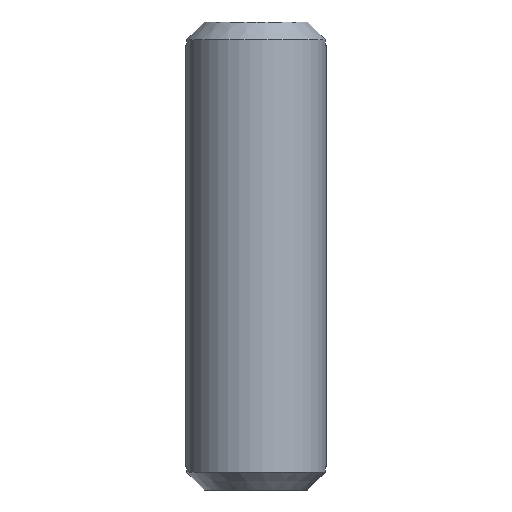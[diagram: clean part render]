
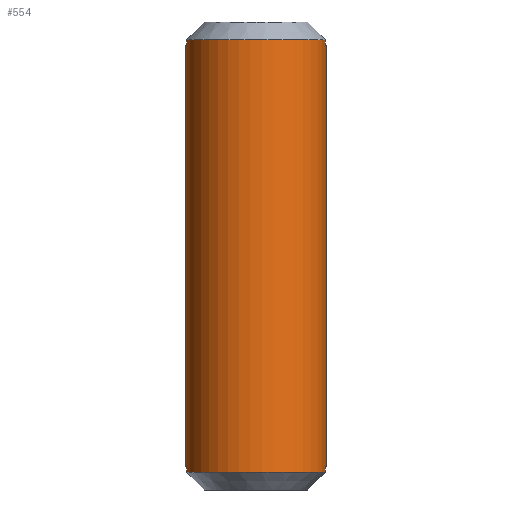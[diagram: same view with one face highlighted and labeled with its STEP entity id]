
A CAD part, front view. The second image highlights one B-rep face of the part: STEP entity #554.
In plain terms, the highlighted cylindrical face has radius 6 mm (diameter 12 mm), a partial arc.
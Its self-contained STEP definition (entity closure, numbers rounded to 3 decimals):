
#3 = DIRECTION ( 'NONE',  ( 1., 0., 0. ) ) ;
#5 = CIRCLE ( 'NONE', #711, 6. ) ;
#8 = DIRECTION ( 'NONE',  ( 0., 0., -1. ) ) ;
#13 = CARTESIAN_POINT ( 'NONE',  ( -5.916, -1., 0. ) ) ;
#17 = CIRCLE ( 'NONE', #119, 6. ) ;
#50 = VECTOR ( 'NONE', #916, 1000. ) ;
#58 = VERTEX_POINT ( 'NONE', #111 ) ;
#71 = DIRECTION ( 'NONE',  ( 0., 0., -1. ) ) ;
#74 = VERTEX_POINT ( 'NONE', #536 ) ;
#91 = VECTOR ( 'NONE', #637, 1000. ) ;
#99 = CARTESIAN_POINT ( 'NONE',  ( 6., 0., -38. ) ) ;
#103 = LINE ( 'NONE', #646, #91 ) ;
#111 = CARTESIAN_POINT ( 'NONE',  ( 5.916, -1., -1.5 ) ) ;
#119 = AXIS2_PLACEMENT_3D ( 'NONE', #696, #306, #3 ) ;
#120 = VERTEX_POINT ( 'NONE', #273 ) ;
#122 = AXIS2_PLACEMENT_3D ( 'NONE', #862, #860, #721 ) ;
#124 = FACE_OUTER_BOUND ( 'NONE', #238, .T. ) ;
#143 = CARTESIAN_POINT ( 'NONE',  ( 6., 0., 0. ) ) ;
#153 = CARTESIAN_POINT ( 'NONE',  ( -5.916, -1., -2. ) ) ;
#156 = CARTESIAN_POINT ( 'NONE',  ( 0., 0., 0. ) ) ;
#164 = VECTOR ( 'NONE', #8, 1000. ) ;
#168 = DIRECTION ( 'NONE',  ( 0., 0., 1. ) ) ;
#173 = CIRCLE ( 'NONE', #200, 6. ) ;
#177 = LINE ( 'NONE', #418, #50 ) ;
#181 = CARTESIAN_POINT ( 'NONE',  ( -6., 0., 0. ) ) ;
#183 = DIRECTION ( 'NONE',  ( 0., 0., -1. ) ) ;
#200 = AXIS2_PLACEMENT_3D ( 'NONE', #740, #183, #587 ) ;
#206 = EDGE_CURVE ( 'NONE', #720, #120, #17, .T. ) ;
#214 = LINE ( 'NONE', #13, #164 ) ;
#219 = DIRECTION ( 'NONE',  ( 1., 0., 0. ) ) ;
#229 = VERTEX_POINT ( 'NONE', #855 ) ;
#231 = VERTEX_POINT ( 'NONE', #563 ) ;
#234 = VERTEX_POINT ( 'NONE', #838 ) ;
#238 = EDGE_LOOP ( 'NONE', ( #357, #494, #395, #499, #467, #257, #259, #748, #448, #442, #477, #296 ) ) ;
#242 = VERTEX_POINT ( 'NONE', #153 ) ;
#245 = CARTESIAN_POINT ( 'NONE',  ( -5.916, -1., -38. ) ) ;
#248 = EDGE_CURVE ( 'NONE', #242, #229, #5, .T. ) ;
#249 = CIRCLE ( 'NONE', #760, 6. ) ;
#257 = ORIENTED_EDGE ( 'NONE', *, *, #661, .T. ) ;
#259 = ORIENTED_EDGE ( 'NONE', *, *, #675, .T. ) ;
#273 = CARTESIAN_POINT ( 'NONE',  ( 5.916, -1., -38.5 ) ) ;
#296 = ORIENTED_EDGE ( 'NONE', *, *, #248, .T. ) ;
#303 = CARTESIAN_POINT ( 'NONE',  ( -5.916, -1., -38.5 ) ) ;
#306 = DIRECTION ( 'NONE',  ( 0., 0., 1. ) ) ;
#315 = DIRECTION ( 'NONE',  ( 1., 0., 0. ) ) ;
#341 = EDGE_CURVE ( 'NONE', #74, #573, #173, .T. ) ;
#357 = ORIENTED_EDGE ( 'NONE', *, *, #361, .F. ) ;
#359 = DIRECTION ( 'NONE',  ( 0., 0., 1. ) ) ;
#361 = EDGE_CURVE ( 'NONE', #234, #229, #843, .T. ) ;
#372 = CARTESIAN_POINT ( 'NONE',  ( 0., 0., -1.5 ) ) ;
#377 = LINE ( 'NONE', #517, #733 ) ;
#395 = ORIENTED_EDGE ( 'NONE', *, *, #815, .T. ) ;
#418 = CARTESIAN_POINT ( 'NONE',  ( 5.916, -1., 0. ) ) ;
#428 = VECTOR ( 'NONE', #717, 1000. ) ;
#434 = CYLINDRICAL_SURFACE ( 'NONE', #874, 6. ) ;
#442 = ORIENTED_EDGE ( 'NONE', *, *, #564, .F. ) ;
#448 = ORIENTED_EDGE ( 'NONE', *, *, #547, .T. ) ;
#467 = ORIENTED_EDGE ( 'NONE', *, *, #638, .T. ) ;
#477 = ORIENTED_EDGE ( 'NONE', *, *, #774, .T. ) ;
#494 = ORIENTED_EDGE ( 'NONE', *, *, #725, .T. ) ;
#499 = ORIENTED_EDGE ( 'NONE', *, *, #206, .T. ) ;
#506 = CARTESIAN_POINT ( 'NONE',  ( 0., 0., -2. ) ) ;
#511 = DIRECTION ( 'NONE',  ( 0., 0., 1. ) ) ;
#517 = CARTESIAN_POINT ( 'NONE',  ( 5.916, -1., 0. ) ) ;
#536 = CARTESIAN_POINT ( 'NONE',  ( 6., 0., -2. ) ) ;
#539 = VERTEX_POINT ( 'NONE', #901 ) ;
#547 = EDGE_CURVE ( 'NONE', #573, #58, #377, .T. ) ;
#554 = ADVANCED_FACE ( 'NONE', ( #124 ), #434, .T. ) ;
#556 = DIRECTION ( 'NONE',  ( 0., 0., 1. ) ) ;
#563 = CARTESIAN_POINT ( 'NONE',  ( -5.916, -1., -1.5 ) ) ;
#564 = EDGE_CURVE ( 'NONE', #231, #58, #863, .T. ) ;
#567 = DIRECTION ( 'NONE',  ( -1., 0., 0. ) ) ;
#573 = VERTEX_POINT ( 'NONE', #716 ) ;
#587 = DIRECTION ( 'NONE',  ( -1., 0., 0. ) ) ;
#637 = DIRECTION ( 'NONE',  ( 0., 0., -1. ) ) ;
#638 = EDGE_CURVE ( 'NONE', #120, #539, #177, .T. ) ;
#646 = CARTESIAN_POINT ( 'NONE',  ( -5.916, -1., 0. ) ) ;
#661 = EDGE_CURVE ( 'NONE', #539, #888, #249, .T. ) ;
#675 = EDGE_CURVE ( 'NONE', #888, #74, #729, .T. ) ;
#696 = CARTESIAN_POINT ( 'NONE',  ( 0., 0., -38.5 ) ) ;
#711 = AXIS2_PLACEMENT_3D ( 'NONE', #506, #71, #567 ) ;
#714 = VECTOR ( 'NONE', #556, 1000. ) ;
#716 = CARTESIAN_POINT ( 'NONE',  ( 5.916, -1., -2. ) ) ;
#717 = DIRECTION ( 'NONE',  ( 0., 0., 1. ) ) ;
#719 = DIRECTION ( 'NONE',  ( 0., 0., 1. ) ) ;
#720 = VERTEX_POINT ( 'NONE', #303 ) ;
#721 = DIRECTION ( 'NONE',  ( 1., 0., 0. ) ) ;
#725 = EDGE_CURVE ( 'NONE', #234, #887, #832, .T. ) ;
#729 = LINE ( 'NONE', #143, #714 ) ;
#733 = VECTOR ( 'NONE', #719, 1000. ) ;
#740 = CARTESIAN_POINT ( 'NONE',  ( 0., 0., -2. ) ) ;
#748 = ORIENTED_EDGE ( 'NONE', *, *, #341, .T. ) ;
#760 = AXIS2_PLACEMENT_3D ( 'NONE', #770, #359, #840 ) ;
#770 = CARTESIAN_POINT ( 'NONE',  ( 0., 0., -38. ) ) ;
#774 = EDGE_CURVE ( 'NONE', #231, #242, #214, .T. ) ;
#815 = EDGE_CURVE ( 'NONE', #887, #720, #103, .T. ) ;
#832 = CIRCLE ( 'NONE', #122, 6. ) ;
#838 = CARTESIAN_POINT ( 'NONE',  ( -6., 0., -38. ) ) ;
#839 = AXIS2_PLACEMENT_3D ( 'NONE', #372, #168, #219 ) ;
#840 = DIRECTION ( 'NONE',  ( 1., 0., 0. ) ) ;
#843 = LINE ( 'NONE', #181, #428 ) ;
#855 = CARTESIAN_POINT ( 'NONE',  ( -6., 0., -2. ) ) ;
#860 = DIRECTION ( 'NONE',  ( 0., 0., 1. ) ) ;
#862 = CARTESIAN_POINT ( 'NONE',  ( 0., 0., -38. ) ) ;
#863 = CIRCLE ( 'NONE', #839, 6. ) ;
#874 = AXIS2_PLACEMENT_3D ( 'NONE', #156, #511, #315 ) ;
#887 = VERTEX_POINT ( 'NONE', #245 ) ;
#888 = VERTEX_POINT ( 'NONE', #99 ) ;
#901 = CARTESIAN_POINT ( 'NONE',  ( 5.916, -1., -38. ) ) ;
#916 = DIRECTION ( 'NONE',  ( 0., 0., 1. ) ) ;
